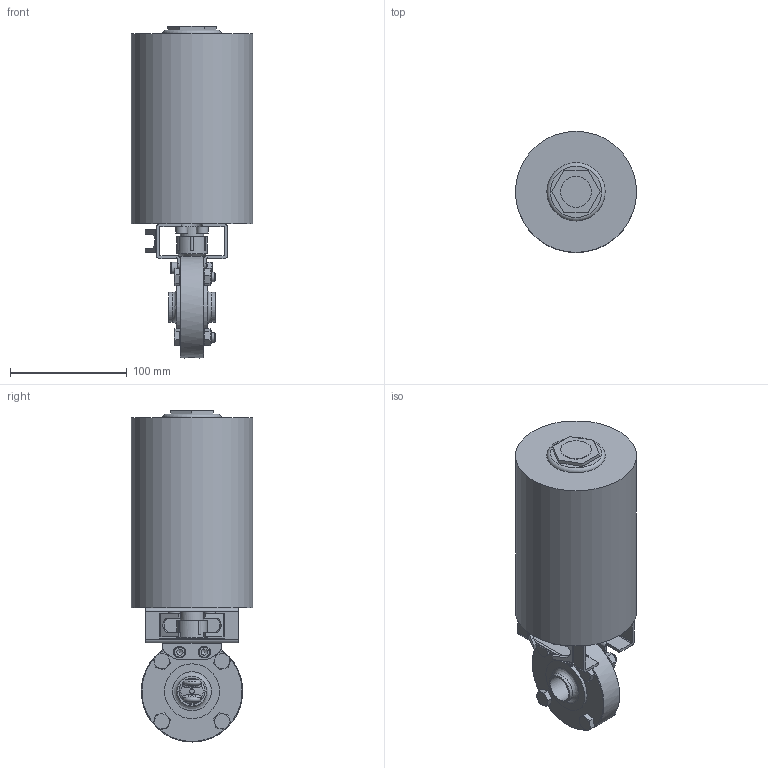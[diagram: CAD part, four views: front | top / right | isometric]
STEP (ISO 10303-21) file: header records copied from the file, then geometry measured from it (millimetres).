
FILE_DESCRIPTION((''),'2;1');
FILE_NAME('52204100XX20.stp','2010-11-26T09:02:09',('Creator'),(''),'Autodesk Inventor 2010','Autodesk Inventor 2010','');
FILE_SCHEMA(('AUTOMOTIVE_DESIGN { 1 0 10303 214 1 1 1 1 }'));
Length unit declared in the file: millimetre
Products named in the file (1): 52204100XX20
Bounding box: 103.8 x 103.8 x 284.5 mm (x, y, z)
Volume: 1557468.3 mm3; surface area: 126089.5 mm2
Topology: 1 solids, 5 shells, 482 faces, 1256 edges, 792 vertices
Faces by surface type: plane 271, cylinder 95, cone 67, bspline 32, torus 15, sphere 2
Full cylindrical faces by diameter (mm): 4.134 x1, 6 x2, 7.2 x2, 7.323 x4, 8 x8, 8.5 x4, 10 x8, 11.4 x4, 12.2 x2, 20 x1, 22.3 x2, 25.4 x2, 26 x1, 26.5 x1, 28 x1, 47 x2, 87 x1, 103.8 x1
Entity records: 16185 total; most frequent: CARTESIAN_POINT 5435, ORIENTED_EDGE 2220, DIRECTION 2146, EDGE_CURVE 1110, AXIS2_PLACEMENT_3D 838, VERTEX_POINT 748, EDGE_LOOP 630, FACE_OUTER_BOUND 481
